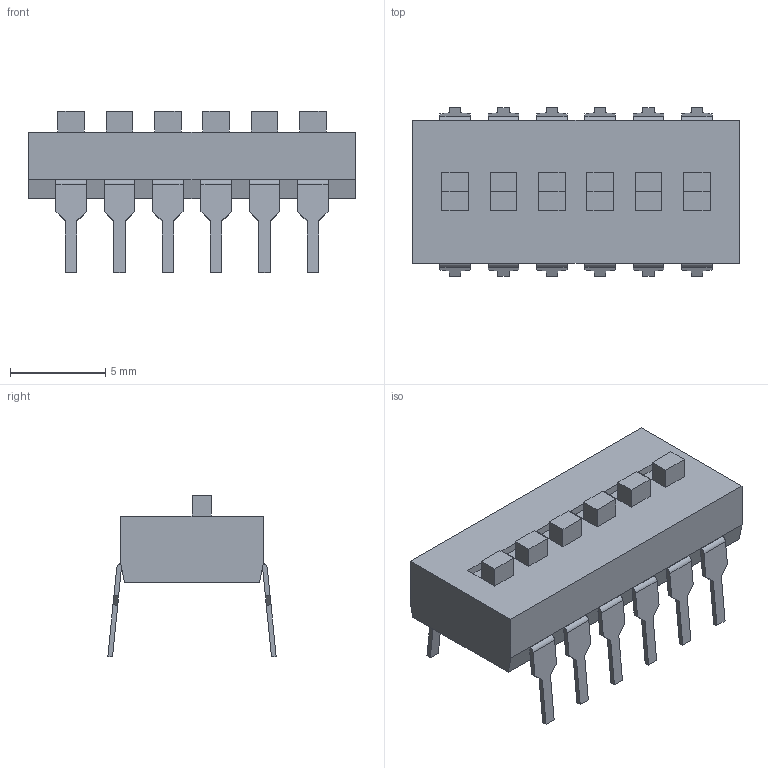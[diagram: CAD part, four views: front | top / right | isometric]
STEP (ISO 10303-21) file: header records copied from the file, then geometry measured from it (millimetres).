
FILE_DESCRIPTION(('FreeCAD Model'),'2;1');
FILE_NAME('TE_1825360-4.step', '2017-06-08T17:07:27',('kicad StepUp'),('ksu MCAD'), 'Open CASCADE STEP processor 6.8','FreeCAD','Unknown');
FILE_SCHEMA(('AUTOMOTIVE_DESIGN_CC2 { 1 2 10303 214 -1 1 5 4 }'));
Length unit declared in the file: millimetre
Products named in the file (1): TE_1825360-4
Bounding box: 17.17 x 8.85 x 8.5 mm (x, y, z)
Volume: 467.4 mm3; surface area: 608.4 mm2
Topology: 1 solids, 1 shells, 194 faces, 510 edges, 336 vertices
Faces by surface type: plane 170, cylinder 24
Entity records: 7258 total; most frequent: CARTESIAN_POINT 1041, ORIENTED_EDGE 1020, DIRECTION 948, EDGE_CURVE 510, LINE 462, VECTOR 462, VERTEX_POINT 336, AXIS2_PLACEMENT_3D 243
